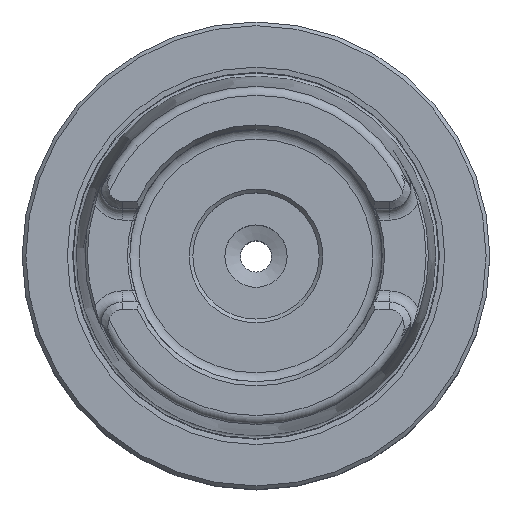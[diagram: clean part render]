
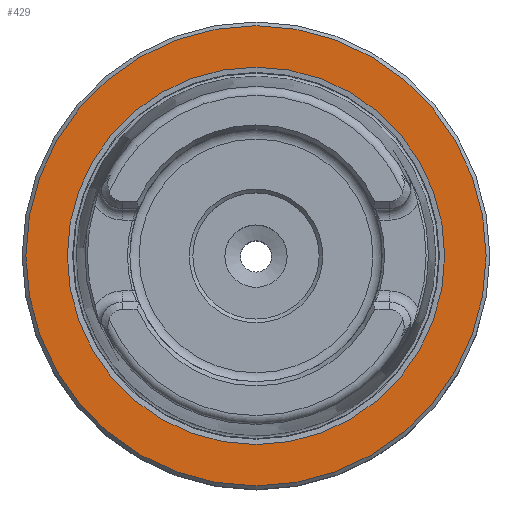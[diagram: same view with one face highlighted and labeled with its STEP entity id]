
A CAD part, top view. The second image highlights one B-rep face of the part: STEP entity #429.
In plain terms, the highlighted planar face has unit normal (0, 0, 1).
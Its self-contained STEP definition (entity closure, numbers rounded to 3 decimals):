
#367=PLANE('',#1815);
#429=ADVANCED_FACE('',(#589,#590),#367,.F.);
#589=FACE_BOUND('',#695,.T.);
#590=FACE_BOUND('',#696,.T.);
#695=EDGE_LOOP('',(#927));
#696=EDGE_LOOP('',(#928));
#927=ORIENTED_EDGE('',*,*,#1482,.T.);
#928=ORIENTED_EDGE('',*,*,#1477,.T.);
#1316=VERTEX_POINT('',#2995);
#1321=VERTEX_POINT('',#3011);
#1477=EDGE_CURVE('',#1316,#1316,#1648,.T.);
#1482=EDGE_CURVE('',#1321,#1321,#1653,.T.);
#1648=CIRCLE('',#1803,25.42);
#1653=CIRCLE('',#1814,31.);
#1803=AXIS2_PLACEMENT_3D('',#2994,#2088,#2089);
#1814=AXIS2_PLACEMENT_3D('',#3010,#2110,#2111);
#1815=AXIS2_PLACEMENT_3D('',#3012,#2112,#2113);
#2088=DIRECTION('',(0.,0.,-1.));
#2089=DIRECTION('',(1.,0.,0.));
#2110=DIRECTION('',(0.,0.,1.));
#2111=DIRECTION('',(1.,0.,0.));
#2112=DIRECTION('',(0.,0.,-1.));
#2113=DIRECTION('',(-1.,0.,0.));
#2994=CARTESIAN_POINT('',(0.,0.,0.));
#2995=CARTESIAN_POINT('',(25.42,0.,0.));
#3010=CARTESIAN_POINT('',(0.,0.,0.));
#3011=CARTESIAN_POINT('',(31.,0.,0.));
#3012=CARTESIAN_POINT('',(-31.5,0.,0.));
